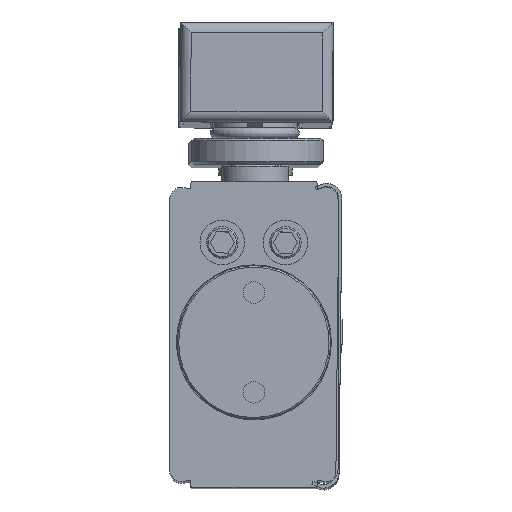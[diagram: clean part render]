
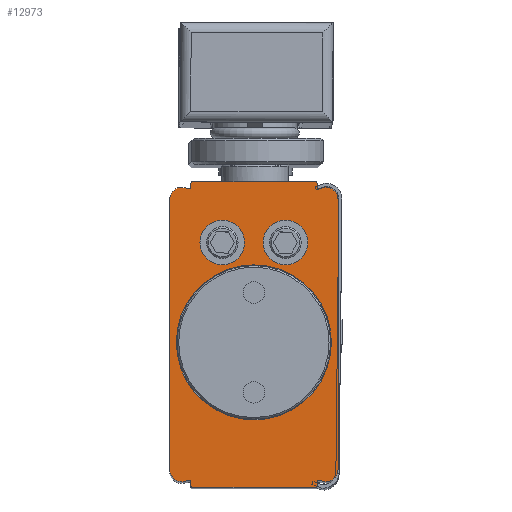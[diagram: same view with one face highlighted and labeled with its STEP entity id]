
A CAD part, top view. The second image highlights one B-rep face of the part: STEP entity #12973.
In plain terms, the highlighted planar face has unit normal (0, 0, 1).
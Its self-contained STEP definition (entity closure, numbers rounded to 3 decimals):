
#210=LINE($,#18597,#1742);
#211=LINE($,#18601,#1743);
#212=LINE($,#18605,#1744);
#213=LINE($,#18609,#1745);
#214=LINE($,#18613,#1746);
#215=LINE($,#18617,#1747);
#216=LINE($,#18621,#1748);
#217=LINE($,#18625,#1749);
#218=LINE($,#18629,#1750);
#219=LINE($,#18633,#1751);
#220=LINE($,#18637,#1752);
#221=LINE($,#18641,#1753);
#1742=VECTOR($,#14959,23.6);
#1743=VECTOR($,#14962,0.862);
#1744=VECTOR($,#14965,1.515);
#1745=VECTOR($,#14968,51.4);
#1746=VECTOR($,#14971,1.488);
#1747=VECTOR($,#14974,0.862);
#1748=VECTOR($,#14977,23.6);
#1749=VECTOR($,#14980,0.861);
#1750=VECTOR($,#14983,1.488);
#1751=VECTOR($,#14986,51.4);
#1752=VECTOR($,#14989,1.488);
#1753=VECTOR($,#14992,0.861);
#3286=PLANE($,#13771);
#3830=FACE_BOUND($,#4737,.T.);
#3831=FACE_BOUND($,#4738,.T.);
#3832=FACE_BOUND($,#4739,.T.);
#3833=FACE_BOUND($,#4740,.T.);
#4737=EDGE_LOOP($,(#9148));
#4738=EDGE_LOOP($,(#9149));
#4739=EDGE_LOOP($,(#9150));
#4740=EDGE_LOOP($,(#9151,#9152,#9153,#9154,#9155,#9156,#9157,#9158,#9159,
#9160,#9161,#9162,#9163,#9164,#9165,#9166,#9167,#9168,#9169,#9170,#9171,
#9172,#9173,#9174));
#5577=CIRCLE($,#13761,14.75);
#5579=CIRCLE($,#13765,4.25);
#5581=CIRCLE($,#13769,4.25);
#5582=CIRCLE($,#13772,0.2);
#5583=CIRCLE($,#13773,0.2);
#5584=CIRCLE($,#13774,2.3);
#5585=CIRCLE($,#13775,2.3);
#5586=CIRCLE($,#13776,0.2);
#5587=CIRCLE($,#13777,0.2);
#5588=CIRCLE($,#13778,0.2);
#5589=CIRCLE($,#13779,0.2);
#5590=CIRCLE($,#13780,2.3);
#5591=CIRCLE($,#13781,2.3);
#5592=CIRCLE($,#13782,0.2);
#5593=CIRCLE($,#13783,0.2);
#5909=VERTEX_POINT($,#18579);
#5911=VERTEX_POINT($,#18585);
#5913=VERTEX_POINT($,#18591);
#5914=VERTEX_POINT($,#18595);
#5915=VERTEX_POINT($,#18596);
#5916=VERTEX_POINT($,#18598);
#5917=VERTEX_POINT($,#18600);
#5918=VERTEX_POINT($,#18602);
#5919=VERTEX_POINT($,#18604);
#5920=VERTEX_POINT($,#18606);
#5921=VERTEX_POINT($,#18608);
#5922=VERTEX_POINT($,#18610);
#5923=VERTEX_POINT($,#18612);
#5924=VERTEX_POINT($,#18614);
#5925=VERTEX_POINT($,#18616);
#5926=VERTEX_POINT($,#18618);
#5927=VERTEX_POINT($,#18620);
#5928=VERTEX_POINT($,#18622);
#5929=VERTEX_POINT($,#18624);
#5930=VERTEX_POINT($,#18626);
#5931=VERTEX_POINT($,#18628);
#5932=VERTEX_POINT($,#18630);
#5933=VERTEX_POINT($,#18632);
#5934=VERTEX_POINT($,#18634);
#5935=VERTEX_POINT($,#18636);
#5936=VERTEX_POINT($,#18638);
#5937=VERTEX_POINT($,#18640);
#7192=EDGE_CURVE($,#5909,#5909,#5577,.T.);
#7194=EDGE_CURVE($,#5911,#5911,#5579,.T.);
#7196=EDGE_CURVE($,#5913,#5913,#5581,.T.);
#7197=EDGE_CURVE($,#5914,#5915,#210,.T.);
#7198=EDGE_CURVE($,#5915,#5916,#5582,.T.);
#7199=EDGE_CURVE($,#5916,#5917,#211,.T.);
#7200=EDGE_CURVE($,#5917,#5918,#5583,.T.);
#7201=EDGE_CURVE($,#5918,#5919,#212,.T.);
#7202=EDGE_CURVE($,#5919,#5920,#5584,.T.);
#7203=EDGE_CURVE($,#5920,#5921,#213,.T.);
#7204=EDGE_CURVE($,#5921,#5922,#5585,.T.);
#7205=EDGE_CURVE($,#5922,#5923,#214,.T.);
#7206=EDGE_CURVE($,#5923,#5924,#5586,.T.);
#7207=EDGE_CURVE($,#5924,#5925,#215,.T.);
#7208=EDGE_CURVE($,#5925,#5926,#5587,.T.);
#7209=EDGE_CURVE($,#5926,#5927,#216,.T.);
#7210=EDGE_CURVE($,#5927,#5928,#5588,.T.);
#7211=EDGE_CURVE($,#5928,#5929,#217,.T.);
#7212=EDGE_CURVE($,#5929,#5930,#5589,.T.);
#7213=EDGE_CURVE($,#5930,#5931,#218,.T.);
#7214=EDGE_CURVE($,#5931,#5932,#5590,.T.);
#7215=EDGE_CURVE($,#5932,#5933,#219,.T.);
#7216=EDGE_CURVE($,#5933,#5934,#5591,.T.);
#7217=EDGE_CURVE($,#5934,#5935,#220,.T.);
#7218=EDGE_CURVE($,#5935,#5936,#5592,.T.);
#7219=EDGE_CURVE($,#5936,#5937,#221,.T.);
#7220=EDGE_CURVE($,#5937,#5914,#5593,.T.);
#9148=ORIENTED_EDGE($,*,*,#7192,.T.);
#9149=ORIENTED_EDGE($,*,*,#7194,.T.);
#9150=ORIENTED_EDGE($,*,*,#7196,.T.);
#9151=ORIENTED_EDGE($,*,*,#7197,.T.);
#9152=ORIENTED_EDGE($,*,*,#7198,.T.);
#9153=ORIENTED_EDGE($,*,*,#7199,.T.);
#9154=ORIENTED_EDGE($,*,*,#7200,.T.);
#9155=ORIENTED_EDGE($,*,*,#7201,.T.);
#9156=ORIENTED_EDGE($,*,*,#7202,.T.);
#9157=ORIENTED_EDGE($,*,*,#7203,.T.);
#9158=ORIENTED_EDGE($,*,*,#7204,.T.);
#9159=ORIENTED_EDGE($,*,*,#7205,.T.);
#9160=ORIENTED_EDGE($,*,*,#7206,.T.);
#9161=ORIENTED_EDGE($,*,*,#7207,.T.);
#9162=ORIENTED_EDGE($,*,*,#7208,.T.);
#9163=ORIENTED_EDGE($,*,*,#7209,.T.);
#9164=ORIENTED_EDGE($,*,*,#7210,.T.);
#9165=ORIENTED_EDGE($,*,*,#7211,.T.);
#9166=ORIENTED_EDGE($,*,*,#7212,.T.);
#9167=ORIENTED_EDGE($,*,*,#7213,.T.);
#9168=ORIENTED_EDGE($,*,*,#7214,.T.);
#9169=ORIENTED_EDGE($,*,*,#7215,.T.);
#9170=ORIENTED_EDGE($,*,*,#7216,.T.);
#9171=ORIENTED_EDGE($,*,*,#7217,.T.);
#9172=ORIENTED_EDGE($,*,*,#7218,.T.);
#9173=ORIENTED_EDGE($,*,*,#7219,.T.);
#9174=ORIENTED_EDGE($,*,*,#7220,.T.);
#12973=ADVANCED_FACE($,(#3830,#3831,#3832,#3833),#3286,.T.);
#13761=AXIS2_PLACEMENT_3D($,#18580,#14937,#14938);
#13765=AXIS2_PLACEMENT_3D($,#18586,#14945,#14946);
#13769=AXIS2_PLACEMENT_3D($,#18592,#14953,#14954);
#13771=AXIS2_PLACEMENT_3D($,#18594,#14957,#14958);
#13772=AXIS2_PLACEMENT_3D($,#18599,#14960,#14961);
#13773=AXIS2_PLACEMENT_3D($,#18603,#14963,#14964);
#13774=AXIS2_PLACEMENT_3D($,#18607,#14966,#14967);
#13775=AXIS2_PLACEMENT_3D($,#18611,#14969,#14970);
#13776=AXIS2_PLACEMENT_3D($,#18615,#14972,#14973);
#13777=AXIS2_PLACEMENT_3D($,#18619,#14975,#14976);
#13778=AXIS2_PLACEMENT_3D($,#18623,#14978,#14979);
#13779=AXIS2_PLACEMENT_3D($,#18627,#14981,#14982);
#13780=AXIS2_PLACEMENT_3D($,#18631,#14984,#14985);
#13781=AXIS2_PLACEMENT_3D($,#18635,#14987,#14988);
#13782=AXIS2_PLACEMENT_3D($,#18639,#14990,#14991);
#13783=AXIS2_PLACEMENT_3D($,#18642,#14993,#14994);
#14937=DIRECTION('center_axis',(0.,0.,-1.));
#14938=DIRECTION('ref_axis',(-1.,0.,0.));
#14945=DIRECTION('center_axis',(0.,0.,-1.));
#14946=DIRECTION('ref_axis',(-1.,0.,0.));
#14953=DIRECTION('center_axis',(0.,0.,-1.));
#14954=DIRECTION('ref_axis',(-1.,0.,0.));
#14957=DIRECTION('center_axis',(0.,0.,1.));
#14958=DIRECTION('ref_axis',(1.,0.,0.));
#14959=DIRECTION($,(-1.,0.,0.));
#14960=DIRECTION('center_axis',(0.,0.,1.));
#14961=DIRECTION('ref_axis',(-0.004,-1.,0.));
#14962=DIRECTION($,(0.,-1.,0.));
#14963=DIRECTION('center_axis',(0.,0.,-1.));
#14964=DIRECTION('ref_axis',(-0.174,-0.985,0.));
#14965=DIRECTION($,(-0.985,0.174,0.));
#14966=DIRECTION('center_axis',(0.,0.,1.));
#14967=DIRECTION('ref_axis',(0.,-1.,0.));
#14968=DIRECTION($,(0.,-1.,0.));
#14969=DIRECTION('center_axis',(0.,0.,1.));
#14970=DIRECTION('ref_axis',(1.,0.,0.));
#14971=DIRECTION($,(0.985,0.174,0.));
#14972=DIRECTION('center_axis',(0.,0.,-1.));
#14973=DIRECTION('ref_axis',(1.,0.,0.));
#14974=DIRECTION($,(0.,-1.,0.));
#14975=DIRECTION('center_axis',(0.,0.,1.));
#14976=DIRECTION('ref_axis',(1.,0.,0.));
#14977=DIRECTION($,(1.,0.,0.));
#14978=DIRECTION('center_axis',(0.,0.,1.));
#14979=DIRECTION('ref_axis',(0.,1.,0.));
#14980=DIRECTION($,(0.,1.,0.));
#14981=DIRECTION('center_axis',(0.,0.,-1.));
#14982=DIRECTION('ref_axis',(0.174,0.985,0.));
#14983=DIRECTION($,(0.985,-0.174,0.));
#14984=DIRECTION('center_axis',(0.,0.,1.));
#14985=DIRECTION('ref_axis',(-0.012,1.,0.));
#14986=DIRECTION($,(0.,1.,0.));
#14987=DIRECTION('center_axis',(0.,0.,1.));
#14988=DIRECTION('ref_axis',(-1.,0.,0.));
#14989=DIRECTION($,(-0.985,-0.174,0.));
#14990=DIRECTION('center_axis',(0.,0.,-1.));
#14991=DIRECTION('ref_axis',(-1.,0.,0.));
#14992=DIRECTION($,(0.,1.,0.));
#14993=DIRECTION('center_axis',(0.,0.,1.));
#14994=DIRECTION('ref_axis',(-1.,0.,0.));
#18579=CARTESIAN_POINT('',(16.488,-9.696,200.));
#18580=CARTESIAN_POINT('Origin',(1.738,-9.696,200.));
#18585=CARTESIAN_POINT('',(-0.012,9.304,200.));
#18586=CARTESIAN_POINT('Origin',(-4.262,9.304,200.));
#18591=CARTESIAN_POINT('',(11.988,9.304,200.));
#18592=CARTESIAN_POINT('Origin',(7.738,9.304,200.));
#18594=CARTESIAN_POINT('Origin',(1.74,-8.194,200.));
#18595=CARTESIAN_POINT('',(13.566,20.804,200.));
#18596=CARTESIAN_POINT('',(-10.034,20.804,200.));
#18597=CARTESIAN_POINT($,(1.766,20.804,200.));
#18598=CARTESIAN_POINT('',(-10.235,20.6,200.));
#18599=CARTESIAN_POINT('Origin',(-10.035,20.604,200.));
#18600=CARTESIAN_POINT('',(-10.235,19.738,200.));
#18601=CARTESIAN_POINT($,(-10.235,19.738,200.));
#18602=CARTESIAN_POINT('',(-10.47,19.541,200.));
#18603=CARTESIAN_POINT('Origin',(-10.435,19.738,200.));
#18604=CARTESIAN_POINT('',(-11.962,19.804,200.));
#18605=CARTESIAN_POINT($,(-11.962,19.804,200.));
#18606=CARTESIAN_POINT('',(-14.262,17.504,200.));
#18607=CARTESIAN_POINT('Origin',(-11.962,17.504,200.));
#18608=CARTESIAN_POINT('',(-14.262,-33.895,200.));
#18609=CARTESIAN_POINT($,(-14.262,-33.895,200.));
#18610=CARTESIAN_POINT('',(-11.934,-36.195,200.));
#18611=CARTESIAN_POINT('Origin',(-11.962,-33.895,200.));
#18612=CARTESIAN_POINT('',(-10.469,-35.937,200.));
#18613=CARTESIAN_POINT($,(-10.469,-35.937,200.));
#18614=CARTESIAN_POINT('',(-10.234,-36.134,200.));
#18615=CARTESIAN_POINT('Origin',(-10.434,-36.134,200.));
#18616=CARTESIAN_POINT('',(-10.234,-36.996,200.));
#18617=CARTESIAN_POINT($,(-10.234,-36.996,200.));
#18618=CARTESIAN_POINT('',(-10.034,-37.196,200.));
#18619=CARTESIAN_POINT('Origin',(-10.034,-36.996,200.));
#18620=CARTESIAN_POINT('',(13.566,-37.196,200.));
#18621=CARTESIAN_POINT($,(1.766,-37.196,200.));
#18622=CARTESIAN_POINT('',(13.766,-36.996,200.));
#18623=CARTESIAN_POINT('Origin',(13.566,-36.996,200.));
#18624=CARTESIAN_POINT('',(13.766,-36.134,200.));
#18625=CARTESIAN_POINT($,(13.766,-36.134,200.));
#18626=CARTESIAN_POINT('',(14.,-35.937,200.));
#18627=CARTESIAN_POINT('Origin',(13.966,-36.134,200.));
#18628=CARTESIAN_POINT('',(15.466,-36.196,200.));
#18629=CARTESIAN_POINT($,(15.466,-36.196,200.));
#18630=CARTESIAN_POINT('',(17.738,-33.896,200.));
#18631=CARTESIAN_POINT('Origin',(15.438,-33.896,200.));
#18632=CARTESIAN_POINT('',(17.738,17.504,200.));
#18633=CARTESIAN_POINT($,(17.738,17.504,200.));
#18634=CARTESIAN_POINT('',(15.466,19.804,200.));
#18635=CARTESIAN_POINT('Origin',(15.438,17.505,200.));
#18636=CARTESIAN_POINT('',(14.,19.546,200.));
#18637=CARTESIAN_POINT($,(14.,19.546,200.));
#18638=CARTESIAN_POINT('',(13.766,19.743,200.));
#18639=CARTESIAN_POINT('Origin',(13.966,19.743,200.));
#18640=CARTESIAN_POINT('',(13.766,20.604,200.));
#18641=CARTESIAN_POINT($,(13.766,20.604,200.));
#18642=CARTESIAN_POINT('Origin',(13.566,20.604,200.));
